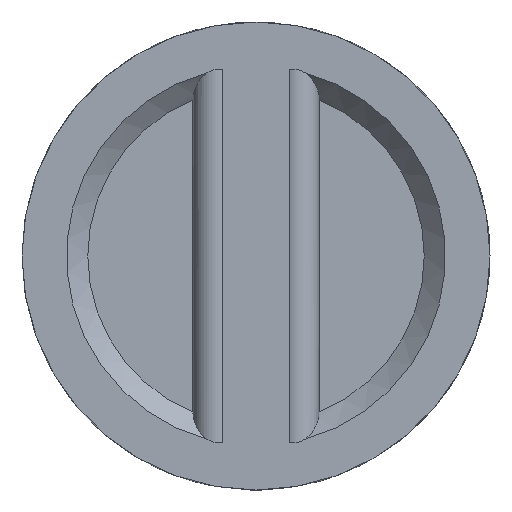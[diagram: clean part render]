
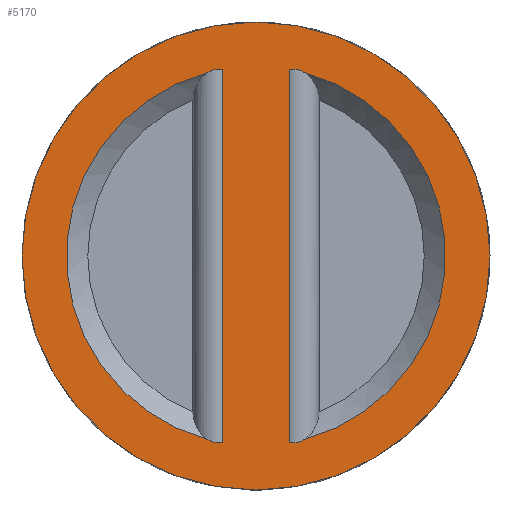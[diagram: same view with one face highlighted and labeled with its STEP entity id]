
A CAD part, left-side view. The second image highlights one B-rep face of the part: STEP entity #5170.
In plain terms, the highlighted planar face has unit normal (-1, 0, 0).
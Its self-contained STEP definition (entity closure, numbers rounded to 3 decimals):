
#4990=CARTESIAN_POINT('',(0.,-51.392,-191.214));
#4991=VERTEX_POINT('',#4990);
#4992=CARTESIAN_POINT('',(0.0,-35.,-194.882));
#4993=VERTEX_POINT('',#4992);
#4994=CARTESIAN_POINT('',(0.0,0.0,0.0));
#4995=DIRECTION('',(1.0,0.0,0.0));
#4996=DIRECTION('',(0.0,1.0,0.0));
#4997=AXIS2_PLACEMENT_3D('',#4994,#4995,#4996);
#4998=CIRCLE('',#4997,198.0);
#4999=EDGE_CURVE('',#4991,#4993,#4998,.T.);
#5058=CARTESIAN_POINT('',(0.0,35.,-194.882));
#5059=VERTEX_POINT('',#5058);
#5060=CARTESIAN_POINT('',(0.,51.392,-191.214));
#5061=VERTEX_POINT('',#5060);
#5062=CARTESIAN_POINT('',(0.0,0.0,0.0));
#5063=DIRECTION('',(1.0,0.0,0.0));
#5064=DIRECTION('',(0.0,1.0,0.0));
#5065=AXIS2_PLACEMENT_3D('',#5062,#5063,#5064);
#5066=CIRCLE('',#5065,198.0);
#5067=EDGE_CURVE('',#5059,#5061,#5066,.T.);
#5100=CARTESIAN_POINT('',(0.0,221.25,0.0));
#5101=DIRECTION('',(-1.0,0.0,0.0));
#5102=DIRECTION('',(0.0,0.0,1.0));
#5103=AXIS2_PLACEMENT_3D('',#5100,#5101,#5102);
#5104=PLANE('',#5103);
#5105=CARTESIAN_POINT('',(0.0,244.5,0.0));
#5106=VERTEX_POINT('',#5105);
#5107=CARTESIAN_POINT('',(0.0,0.0,0.0));
#5108=DIRECTION('',(1.0,0.0,0.0));
#5109=DIRECTION('',(0.0,1.0,0.0));
#5110=AXIS2_PLACEMENT_3D('',#5107,#5108,#5109);
#5111=CIRCLE('',#5110,244.5);
#5112=EDGE_CURVE('',#5106,#5106,#5111,.T.);
#5113=ORIENTED_EDGE('',*,*,#5112,.F.);
#5114=EDGE_LOOP('',(#5113));
#5115=FACE_OUTER_BOUND('',#5114,.T.);
#5116=ORIENTED_EDGE('',*,*,#5067,.T.);
#5117=CARTESIAN_POINT('',(0.0,51.392,191.214));
#5118=VERTEX_POINT('',#5117);
#5119=CARTESIAN_POINT('',(0.0,0.0,0.0));
#5120=DIRECTION('',(1.0,0.0,0.0));
#5121=DIRECTION('',(0.0,1.0,0.0));
#5122=AXIS2_PLACEMENT_3D('',#5119,#5120,#5121);
#5123=CIRCLE('',#5122,198.0);
#5124=EDGE_CURVE('',#5061,#5118,#5123,.T.);
#5125=ORIENTED_EDGE('',*,*,#5124,.T.);
#5126=CARTESIAN_POINT('',(0.0,35.,194.882));
#5127=VERTEX_POINT('',#5126);
#5128=CARTESIAN_POINT('',(0.0,0.0,0.0));
#5129=DIRECTION('',(1.0,0.0,0.0));
#5130=DIRECTION('',(0.0,1.0,0.0));
#5131=AXIS2_PLACEMENT_3D('',#5128,#5129,#5130);
#5132=CIRCLE('',#5131,198.0);
#5133=EDGE_CURVE('',#5118,#5127,#5132,.T.);
#5134=ORIENTED_EDGE('',*,*,#5133,.T.);
#5135=CARTESIAN_POINT('',(0.0,35.0,-194.882));
#5136=DIRECTION('',(0.0,0.0,1.0));
#5137=VECTOR('',#5136,389.764);
#5138=LINE('',#5135,#5137);
#5139=EDGE_CURVE('',#5059,#5127,#5138,.T.);
#5140=ORIENTED_EDGE('',*,*,#5139,.F.);
#5141=EDGE_LOOP('',(#5116,#5125,#5134,#5140));
#5142=FACE_BOUND('',#5141,.T.);
#5143=CARTESIAN_POINT('',(0.0,-35.,194.882));
#5144=VERTEX_POINT('',#5143);
#5145=CARTESIAN_POINT('',(0.,-35.0,-194.882));
#5146=DIRECTION('',(0.0,0.0,1.0));
#5147=VECTOR('',#5146,389.764);
#5148=LINE('',#5145,#5147);
#5149=EDGE_CURVE('',#4993,#5144,#5148,.T.);
#5150=ORIENTED_EDGE('',*,*,#5149,.T.);
#5151=CARTESIAN_POINT('',(0.0,-51.392,191.214));
#5152=VERTEX_POINT('',#5151);
#5153=CARTESIAN_POINT('',(0.0,0.0,0.0));
#5154=DIRECTION('',(1.0,0.0,0.0));
#5155=DIRECTION('',(0.0,1.0,0.0));
#5156=AXIS2_PLACEMENT_3D('',#5153,#5154,#5155);
#5157=CIRCLE('',#5156,198.0);
#5158=EDGE_CURVE('',#5144,#5152,#5157,.T.);
#5159=ORIENTED_EDGE('',*,*,#5158,.T.);
#5160=CARTESIAN_POINT('',(0.0,0.0,0.0));
#5161=DIRECTION('',(1.0,0.0,0.0));
#5162=DIRECTION('',(0.0,1.0,0.0));
#5163=AXIS2_PLACEMENT_3D('',#5160,#5161,#5162);
#5164=CIRCLE('',#5163,198.0);
#5165=EDGE_CURVE('',#5152,#4991,#5164,.T.);
#5166=ORIENTED_EDGE('',*,*,#5165,.T.);
#5167=ORIENTED_EDGE('',*,*,#4999,.T.);
#5168=EDGE_LOOP('',(#5150,#5159,#5166,#5167));
#5169=FACE_BOUND('',#5168,.T.);
#5170=ADVANCED_FACE('',(#5115,#5142,#5169),#5104,.T.);
